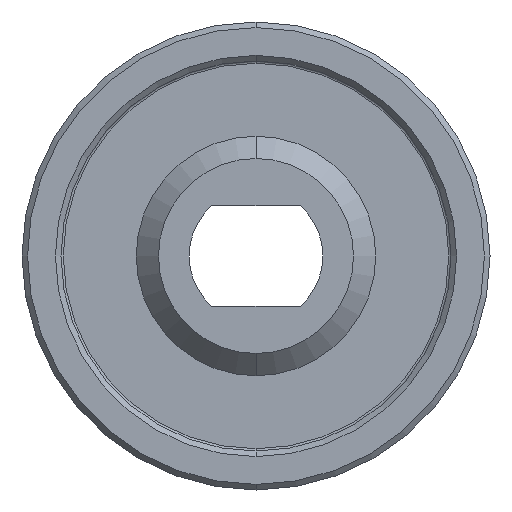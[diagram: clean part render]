
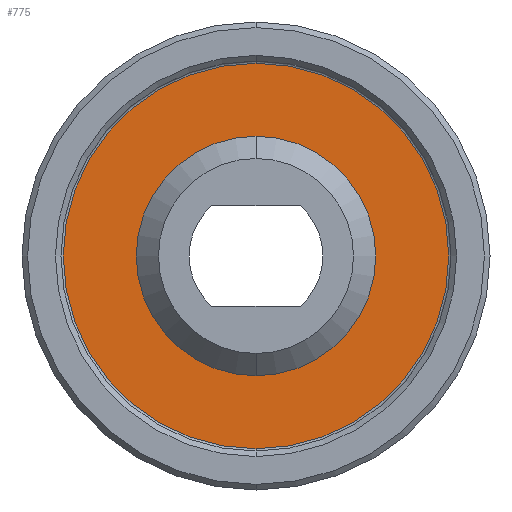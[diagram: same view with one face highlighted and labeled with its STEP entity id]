
A CAD part, front view. The second image highlights one B-rep face of the part: STEP entity #775.
In plain terms, the highlighted planar face has unit normal (0, -1, 0).
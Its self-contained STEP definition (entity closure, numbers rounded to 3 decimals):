
#4 = CARTESIAN_POINT ( 'NONE',  ( 0., 8.5, 10.75 ) ) ;
#23 = CARTESIAN_POINT ( 'NONE',  ( 0., 8.5, -10.75 ) ) ;
#34 = CARTESIAN_POINT ( 'NONE',  ( 0., 8.5, 17.3 ) ) ;
#35 = CARTESIAN_POINT ( 'NONE',  ( 0., 8.5, -17.3 ) ) ;
#46 = CARTESIAN_POINT ( 'NONE',  ( 0., 8.5, 0. ) ) ;
#47 = DIRECTION ( 'NONE',  ( 0., -1., 0. ) ) ;
#87 = DIRECTION ( 'NONE',  ( 0., 0., -1. ) ) ;
#88 = CARTESIAN_POINT ( 'NONE',  ( 0., 8.5, 0. ) ) ;
#89 = DIRECTION ( 'NONE',  ( 0., -1., 0. ) ) ;
#93 = DIRECTION ( 'NONE',  ( 0., 0., -1. ) ) ;
#95 = DIRECTION ( 'NONE',  ( 0., 0., 1. ) ) ;
#100 = CARTESIAN_POINT ( 'NONE',  ( 0., 8.5, 0. ) ) ;
#101 = DIRECTION ( 'NONE',  ( 0., -1., 0. ) ) ;
#115 = CIRCLE ( 'NONE', #731, 17.3 ) ;
#122 = FACE_OUTER_BOUND ( 'NONE', #185, .T. ) ;
#152 = FACE_BOUND ( 'NONE', #169, .T. ) ;
#169 = EDGE_LOOP ( 'NONE', ( #222, #230 ) ) ;
#185 = EDGE_LOOP ( 'NONE', ( #268, #250 ) ) ;
#197 = VERTEX_POINT ( 'NONE', #35 ) ;
#207 = VERTEX_POINT ( 'NONE', #34 ) ;
#222 = ORIENTED_EDGE ( 'NONE', *, *, #644, .F. ) ;
#223 = VERTEX_POINT ( 'NONE', #4 ) ;
#230 = ORIENTED_EDGE ( 'NONE', *, *, #645, .F. ) ;
#250 = ORIENTED_EDGE ( 'NONE', *, *, #724, .T. ) ;
#265 = VERTEX_POINT ( 'NONE', #23 ) ;
#268 = ORIENTED_EDGE ( 'NONE', *, *, #643, .T. ) ;
#368 = CIRCLE ( 'NONE', #677, 17.3 ) ;
#381 = CIRCLE ( 'NONE', #729, 10.75 ) ;
#407 = CIRCLE ( 'NONE', #683, 10.75 ) ;
#427 = DIRECTION ( 'NONE',  ( 0., 1., 0. ) ) ;
#440 = DIRECTION ( 'NONE',  ( 0., 0., 1. ) ) ;
#441 = PLANE ( 'NONE',  #725 ) ;
#443 = DIRECTION ( 'NONE',  ( 0., -1., 0. ) ) ;
#444 = CARTESIAN_POINT ( 'NONE',  ( -10.75, 8.5, 0. ) ) ;
#450 = DIRECTION ( 'NONE',  ( 0., 0., 1. ) ) ;
#461 = CARTESIAN_POINT ( 'NONE',  ( 0., 8.5, 0. ) ) ;
#643 = EDGE_CURVE ( 'NONE', #207, #197, #368, .T. ) ;
#644 = EDGE_CURVE ( 'NONE', #223, #265, #407, .T. ) ;
#645 = EDGE_CURVE ( 'NONE', #265, #223, #381, .T. ) ;
#677 = AXIS2_PLACEMENT_3D ( 'NONE', #46, #47, #95 ) ;
#683 = AXIS2_PLACEMENT_3D ( 'NONE', #88, #101, #93 ) ;
#724 = EDGE_CURVE ( 'NONE', #197, #207, #115, .T. ) ;
#725 = AXIS2_PLACEMENT_3D ( 'NONE', #444, #427, #450 ) ;
#729 = AXIS2_PLACEMENT_3D ( 'NONE', #100, #89, #87 ) ;
#731 = AXIS2_PLACEMENT_3D ( 'NONE', #461, #443, #440 ) ;
#775 = ADVANCED_FACE ( 'NONE', ( #122, #152 ), #441, .F. ) ;
